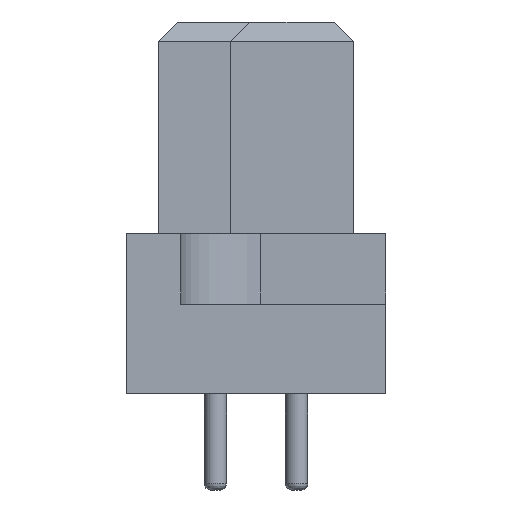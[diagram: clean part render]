
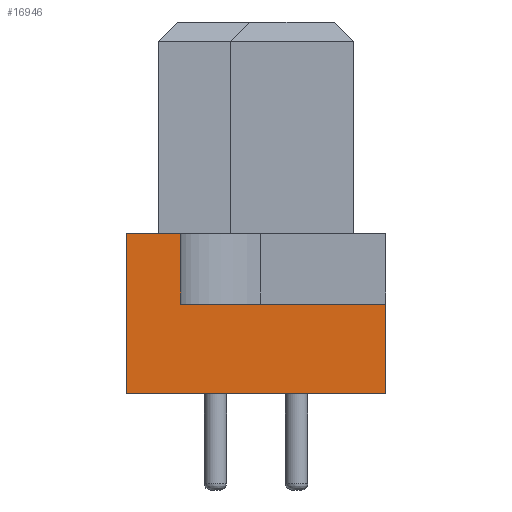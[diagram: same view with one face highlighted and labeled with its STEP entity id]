
A CAD part, front view. The second image highlights one B-rep face of the part: STEP entity #16946.
In plain terms, the highlighted planar face has unit normal (0, -1, 0).
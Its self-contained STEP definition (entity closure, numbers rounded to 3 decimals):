
#1672=FACE_OUTER_BOUND('',#2891,.T.);
#2891=EDGE_LOOP('',(#14172,#14173,#14174,#14175,#14176,#14177));
#4967=LINE('',#27237,#6819);
#4974=LINE('',#27255,#6826);
#4992=LINE('',#27298,#6844);
#4993=LINE('',#27301,#6845);
#4998=LINE('',#27317,#6850);
#4999=LINE('',#27318,#6851);
#6819=VECTOR('',#22162,10.);
#6826=VECTOR('',#22179,10.);
#6844=VECTOR('',#22217,10.);
#6845=VECTOR('',#22220,10.);
#6850=VECTOR('',#22239,10.);
#6851=VECTOR('',#22240,10.);
#7980=VERTEX_POINT('',#27233);
#7982=VERTEX_POINT('',#27236);
#7988=VERTEX_POINT('',#27254);
#8003=VERTEX_POINT('',#27296);
#8004=VERTEX_POINT('',#27300);
#8008=VERTEX_POINT('',#27316);
#10082=EDGE_CURVE('',#7982,#7980,#4967,.T.);
#10091=EDGE_CURVE('',#7988,#7982,#4974,.T.);
#10113=EDGE_CURVE('',#8003,#7980,#4992,.T.);
#10114=EDGE_CURVE('',#8004,#7988,#4993,.T.);
#10122=EDGE_CURVE('',#8008,#8003,#4998,.T.);
#10123=EDGE_CURVE('',#8004,#8008,#4999,.T.);
#14172=ORIENTED_EDGE('',*,*,#10082,.T.);
#14173=ORIENTED_EDGE('',*,*,#10113,.F.);
#14174=ORIENTED_EDGE('',*,*,#10122,.F.);
#14175=ORIENTED_EDGE('',*,*,#10123,.F.);
#14176=ORIENTED_EDGE('',*,*,#10114,.T.);
#14177=ORIENTED_EDGE('',*,*,#10091,.T.);
#15983=PLANE('',#18187);
#16946=ADVANCED_FACE('',(#1672),#15983,.T.);
#18187=AXIS2_PLACEMENT_3D('',#27315,#22237,#22238);
#22162=DIRECTION('',(0.,0.,1.));
#22179=DIRECTION('',(-1.,0.,0.));
#22217=DIRECTION('',(1.,0.,0.));
#22220=DIRECTION('',(0.,0.,1.));
#22237=DIRECTION('center_axis',(0.,-1.,0.));
#22238=DIRECTION('ref_axis',(1.,0.,0.));
#22239=DIRECTION('',(0.,0.,1.));
#22240=DIRECTION('',(-1.,0.,0.));
#27233=CARTESIAN_POINT('',(-2.35,-63.75,5.));
#27236=CARTESIAN_POINT('',(-2.35,-63.75,2.8));
#27237=CARTESIAN_POINT('',(-2.35,-63.75,2.5));
#27254=CARTESIAN_POINT('',(4.05,-63.75,2.8));
#27255=CARTESIAN_POINT('',(-1.6,-63.75,2.8));
#27296=CARTESIAN_POINT('',(-4.05,-63.75,5.));
#27298=CARTESIAN_POINT('',(4.05,-63.75,5.));
#27300=CARTESIAN_POINT('',(4.05,-63.75,0.));
#27301=CARTESIAN_POINT('',(4.05,-63.75,0.));
#27315=CARTESIAN_POINT('Origin',(-4.05,-63.75,0.));
#27316=CARTESIAN_POINT('',(-4.05,-63.75,0.));
#27317=CARTESIAN_POINT('',(-4.05,-63.75,0.));
#27318=CARTESIAN_POINT('',(4.05,-63.75,0.));
